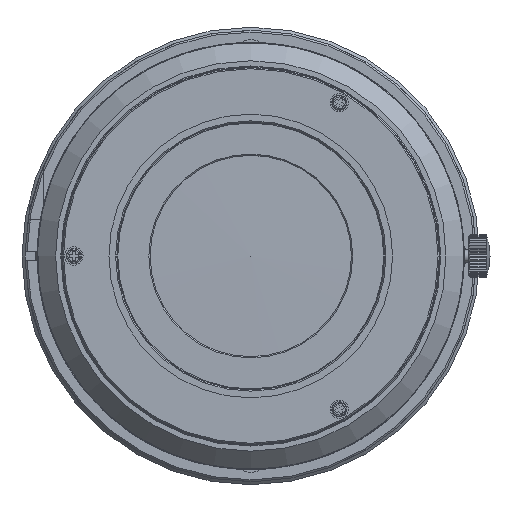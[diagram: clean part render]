
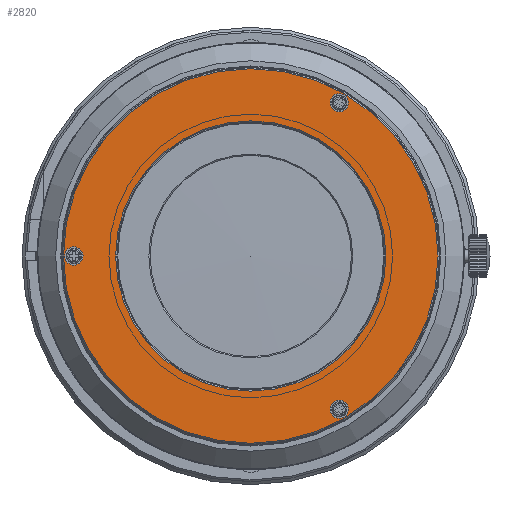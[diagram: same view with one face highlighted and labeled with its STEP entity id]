
A CAD part, left-side view. The second image highlights one B-rep face of the part: STEP entity #2820.
In plain terms, the highlighted planar face has unit normal (-1, 0, 0).
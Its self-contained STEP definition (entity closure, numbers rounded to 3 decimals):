
#343=PLANE('',#11984);
#2820=ADVANCED_FACE('',(#3506,#3507,#3508,#3509,#3510),#343,.T.);
#3506=FACE_BOUND('',#4147,.T.);
#3507=FACE_BOUND('',#4148,.T.);
#3508=FACE_BOUND('',#4149,.T.);
#3509=FACE_BOUND('',#4150,.T.);
#3510=FACE_BOUND('',#4151,.T.);
#4147=EDGE_LOOP('',(#5894));
#4148=EDGE_LOOP('',(#5895));
#4149=EDGE_LOOP('',(#5896));
#4150=EDGE_LOOP('',(#5897));
#4151=EDGE_LOOP('',(#5898));
#5894=ORIENTED_EDGE('',*,*,#10120,.T.);
#5895=ORIENTED_EDGE('',*,*,#10123,.T.);
#5896=ORIENTED_EDGE('',*,*,#10127,.T.);
#5897=ORIENTED_EDGE('',*,*,#10129,.T.);
#5898=ORIENTED_EDGE('',*,*,#10131,.T.);
#8465=VERTEX_POINT('',#16777);
#8468=VERTEX_POINT('',#16784);
#8472=VERTEX_POINT('',#16794);
#8474=VERTEX_POINT('',#16799);
#8476=VERTEX_POINT('',#16804);
#10120=EDGE_CURVE('',#8465,#8465,#11397,.T.);
#10123=EDGE_CURVE('',#8468,#8468,#11400,.T.);
#10127=EDGE_CURVE('',#8472,#8472,#11404,.T.);
#10129=EDGE_CURVE('',#8474,#8474,#11406,.T.);
#10131=EDGE_CURVE('',#8476,#8476,#11408,.T.);
#11397=CIRCLE('',#11962,22.15);
#11400=CIRCLE('',#11966,30.7);
#11404=CIRCLE('',#11972,1.5);
#11406=CIRCLE('',#11975,1.5);
#11408=CIRCLE('',#11978,1.5);
#11962=AXIS2_PLACEMENT_3D('',#16776,#13508,#13509);
#11966=AXIS2_PLACEMENT_3D('',#16783,#13516,#13517);
#11972=AXIS2_PLACEMENT_3D('',#16793,#13528,#13529);
#11975=AXIS2_PLACEMENT_3D('',#16798,#13534,#13535);
#11978=AXIS2_PLACEMENT_3D('',#16803,#13540,#13541);
#11984=AXIS2_PLACEMENT_3D('',#16811,#13552,#13553);
#13508=DIRECTION('',(1.,0.,0.));
#13509=DIRECTION('',(0.,0.,1.));
#13516=DIRECTION('',(-1.,0.,0.));
#13517=DIRECTION('',(0.,0.,1.));
#13528=DIRECTION('',(1.,0.,0.));
#13529=DIRECTION('',(0.,-0.866,0.5));
#13534=DIRECTION('',(1.,0.,0.));
#13535=DIRECTION('',(0.,0.866,0.5));
#13540=DIRECTION('',(1.,0.,0.));
#13541=DIRECTION('',(0.,0.,-1.));
#13552=DIRECTION('',(-1.,0.,0.));
#13553=DIRECTION('',(0.,0.,1.));
#16776=CARTESIAN_POINT('',(-525.12,0.,0.));
#16777=CARTESIAN_POINT('',(-525.12,0.,22.15));
#16783=CARTESIAN_POINT('',(-525.12,0.,0.));
#16784=CARTESIAN_POINT('',(-525.12,0.,30.7));
#16793=CARTESIAN_POINT('',(-525.12,-14.5,-25.115));
#16794=CARTESIAN_POINT('',(-525.12,-15.799,-24.365));
#16798=CARTESIAN_POINT('',(-525.12,-14.5,25.115));
#16799=CARTESIAN_POINT('',(-525.12,-13.201,25.865));
#16803=CARTESIAN_POINT('',(-525.12,29.,0.));
#16804=CARTESIAN_POINT('',(-525.12,29.,-1.5));
#16811=CARTESIAN_POINT('',(-525.12,21.95,0.));
